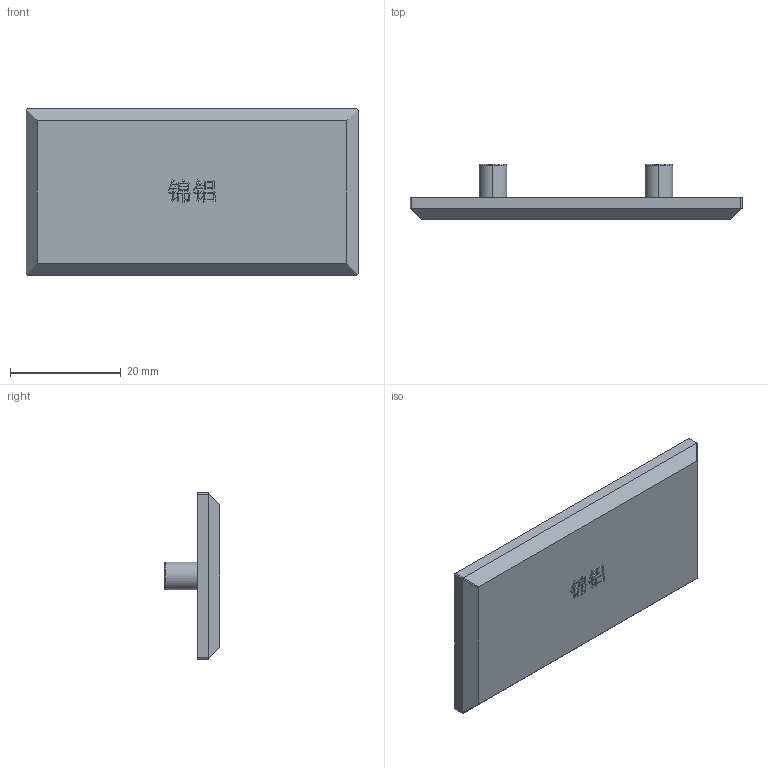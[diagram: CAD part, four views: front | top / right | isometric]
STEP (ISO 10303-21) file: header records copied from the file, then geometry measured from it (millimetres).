
FILE_DESCRIPTION (( 'STEP AP203' ), '1' );
FILE_NAME ('弊梓3060傷裔.STEP', '2019-07-31T01:55:57', ( 'User' ), ( 'China' ), 'SwSTEP 2.0', 'SolidWorks 2015', '' );
FILE_SCHEMA (( 'CONFIG_CONTROL_DESIGN' ));
Length unit declared in the file: millimetre
Products named in the file (1): 弊梓3060傷裔
Bounding box: 60 x 10 x 30 mm (x, y, z)
Volume: 4135.3 mm3; surface area: 4875.7 mm2
Topology: 1 solids, 1 shells, 193 faces, 527 edges, 350 vertices
Faces by surface type: plane 145, bspline 32, cylinder 16
Entity records: 7026 total; most frequent: CARTESIAN_POINT 2299, ORIENTED_EDGE 1054, DIRECTION 799, EDGE_CURVE 527, VECTOR 427, LINE 427, VERTEX_POINT 350, EDGE_LOOP 207
